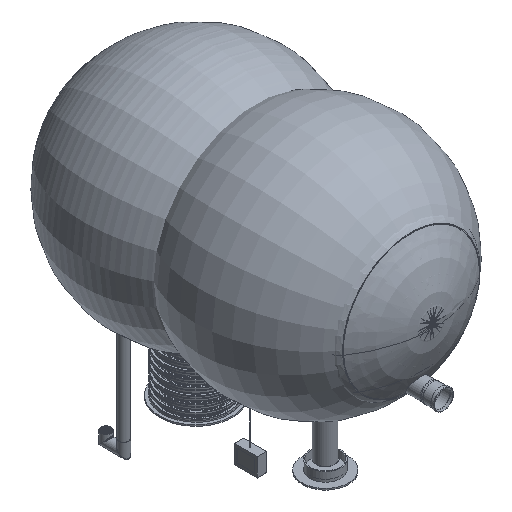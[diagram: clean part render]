
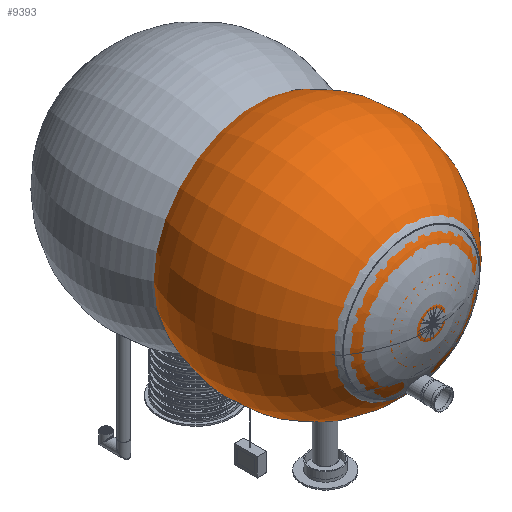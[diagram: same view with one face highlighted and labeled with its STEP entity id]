
A CAD part, isometric view. The second image highlights one B-rep face of the part: STEP entity #9393.
In plain terms, the highlighted toroidal (fillet/blend) face has major radius 2.49 mm and minor radius 1280 mm.
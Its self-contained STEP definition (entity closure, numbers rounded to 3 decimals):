
#1558=VERTEX_LOOP('',#5849);
#1562=CIRCLE('',#10501,736.783);
#2172=ORIENTED_EDGE('',*,*,#4622,.F.);
#2173=ORIENTED_EDGE('',*,*,#4623,.T.);
#4622=EDGE_CURVE('',#5847,#5848,#6794,.T.);
#4623=EDGE_CURVE('',#5847,#5848,#1562,.T.);
#5847=VERTEX_POINT('',#14893);
#5848=VERTEX_POINT('',#14894);
#5849=VERTEX_POINT('',#14896);
#6794=B_SPLINE_CURVE_WITH_KNOTS('',3,(#14834,#14835,#14836,#14837,#14838,
#14839,#14840,#14841,#14842,#14843,#14844,#14845,#14846,#14847,#14848,#14849,
#14850,#14851,#14852,#14853,#14854,#14855,#14856,#14857,#14858,#14859,#14860,
#14861,#14862,#14863,#14864,#14865,#14866,#14867,#14868,#14869,#14870,#14871,
#14872,#14873,#14874,#14875,#14876,#14877,#14878,#14879,#14880,#14881,#14882,
#14883,#14884,#14885,#14886,#14887,#14888,#14889,#14890,#14891,#14892),
 .UNSPECIFIED.,.F.,.F.,(4,1,1,1,1,1,1,1,1,1,1,1,1,1,1,1,1,1,1,1,1,1,1,1,
1,1,1,1,1,1,1,1,1,1,1,1,1,1,1,1,1,1,1,1,1,1,1,1,1,1,1,1,1,1,1,1,4),(0.,
0.018,0.026,0.035,0.044,
0.053,0.062,0.07,0.079,
0.088,0.106,0.114,0.123,
0.141,0.15,0.158,0.167,
0.176,0.193,0.202,0.211,
0.22,0.229,0.237,0.246,
0.255,0.264,0.273,0.281,
0.29,0.299,0.308,0.317,
0.325,0.334,0.343,0.352,
0.361,0.369,0.378,0.387,
0.396,0.405,0.413,0.422,
0.431,0.44,0.449,0.457,
0.475,0.484,0.492,0.51,
0.528,0.536,0.545,0.563),
 .UNSPECIFIED.);
#7087=EDGE_LOOP('',(#2172,#2173));
#8235=FACE_BOUND('',#7087,.T.);
#8236=FACE_BOUND('',#1558,.T.);
#9387=DEGENERATE_TOROIDAL_SURFACE('',#10500,2.49,1280.,.T.);
#9393=ADVANCED_FACE('',(#8235,#8236),#9387,.F.);
#10500=AXIS2_PLACEMENT_3D('',#14833,#11846,#11847);
#10501=AXIS2_PLACEMENT_3D('',#14895,#11848,#11849);
#11846=DIRECTION('',(0.,0.,-1.));
#11847=DIRECTION('',(-1.,0.,0.));
#11848=DIRECTION('',(0.,0.,-1.));
#11849=DIRECTION('',(-1.,0.,0.));
#14833=CARTESIAN_POINT('',(2.497,0.,-997.188));
#14834=CARTESIAN_POINT('',(55.363,734.883,51.246));
#14835=CARTESIAN_POINT('',(60.17,731.89,53.096));
#14836=CARTESIAN_POINT('',(66.796,726.921,56.158));
#14837=CARTESIAN_POINT('',(74.594,719.452,60.739));
#14838=CARTESIAN_POINT('',(79.945,713.43,64.42));
#14839=CARTESIAN_POINT('',(84.776,707.019,68.325));
#14840=CARTESIAN_POINT('',(88.99,700.39,72.347));
#14841=CARTESIAN_POINT('',(92.642,693.519,76.501));
#14842=CARTESIAN_POINT('',(95.736,686.421,80.774));
#14843=CARTESIAN_POINT('',(98.278,679.082,85.175));
#14844=CARTESIAN_POINT('',(100.862,669.216,91.066));
#14845=CARTESIAN_POINT('',(102.299,659.199,97.011));
#14846=CARTESIAN_POINT('',(102.59,649.019,103.014));
#14847=CARTESIAN_POINT('',(102.095,638.788,109.024));
#14848=CARTESIAN_POINT('',(100.45,628.774,114.869));
#14849=CARTESIAN_POINT('',(97.651,618.926,120.584));
#14850=CARTESIAN_POINT('',(94.954,611.63,124.801));
#14851=CARTESIAN_POINT('',(91.637,604.449,128.937));
#14852=CARTESIAN_POINT('',(86.496,595.3,134.187));
#14853=CARTESIAN_POINT('',(80.253,586.717,139.086));
#14854=CARTESIAN_POINT('',(72.832,578.755,143.61));
#14855=CARTESIAN_POINT('',(66.641,573.132,146.795));
#14856=CARTESIAN_POINT('',(60.038,568.072,149.653));
#14857=CARTESIAN_POINT('',(52.974,563.538,152.209));
#14858=CARTESIAN_POINT('',(45.464,559.564,154.444));
#14859=CARTESIAN_POINT('',(37.406,556.154,156.358));
#14860=CARTESIAN_POINT('',(29.089,553.469,157.863));
#14861=CARTESIAN_POINT('',(20.579,551.519,158.955));
#14862=CARTESIAN_POINT('',(11.87,550.308,159.633));
#14863=CARTESIAN_POINT('',(2.905,549.868,159.879));
#14864=CARTESIAN_POINT('',(-5.938,550.227,159.678));
#14865=CARTESIAN_POINT('',(-14.665,551.352,159.049));
#14866=CARTESIAN_POINT('',(-23.323,553.255,157.983));
#14867=CARTESIAN_POINT('',(-31.714,555.899,156.501));
#14868=CARTESIAN_POINT('',(-39.694,559.201,154.648));
#14869=CARTESIAN_POINT('',(-47.326,563.153,152.426));
#14870=CARTESIAN_POINT('',(-54.576,567.74,149.841));
#14871=CARTESIAN_POINT('',(-61.246,572.801,146.982));
#14872=CARTESIAN_POINT('',(-67.402,578.327,143.852));
#14873=CARTESIAN_POINT('',(-73.071,584.335,140.44));
#14874=CARTESIAN_POINT('',(-78.145,590.683,136.822));
#14875=CARTESIAN_POINT('',(-82.615,597.303,133.037));
#14876=CARTESIAN_POINT('',(-86.511,604.19,129.086));
#14877=CARTESIAN_POINT('',(-89.853,611.371,124.951));
#14878=CARTESIAN_POINT('',(-92.581,618.692,120.72));
#14879=CARTESIAN_POINT('',(-94.708,626.106,116.418));
#14880=CARTESIAN_POINT('',(-96.252,633.619,112.041));
#14881=CARTESIAN_POINT('',(-97.218,641.235,107.586));
#14882=CARTESIAN_POINT('',(-97.595,648.931,103.066));
#14883=CARTESIAN_POINT('',(-97.315,659.074,97.084));
#14884=CARTESIAN_POINT('',(-95.893,669.103,91.133));
#14885=CARTESIAN_POINT('',(-93.305,679.017,85.213));
#14886=CARTESIAN_POINT('',(-89.919,688.807,79.343));
#14887=CARTESIAN_POINT('',(-84.332,700.406,72.346));
#14888=CARTESIAN_POINT('',(-76.881,711.237,65.761));
#14889=CARTESIAN_POINT('',(-69.683,719.371,60.789));
#14890=CARTESIAN_POINT('',(-61.84,726.893,56.176));
#14891=CARTESIAN_POINT('',(-55.186,731.884,53.1));
#14892=CARTESIAN_POINT('',(-50.369,734.883,51.246));
#14893=CARTESIAN_POINT('',(55.363,734.883,51.246));
#14894=CARTESIAN_POINT('',(-50.369,734.883,51.246));
#14895=CARTESIAN_POINT('',(2.497,0.,51.246));
#14896=CARTESIAN_POINT('',(2.497,0.,282.809));
